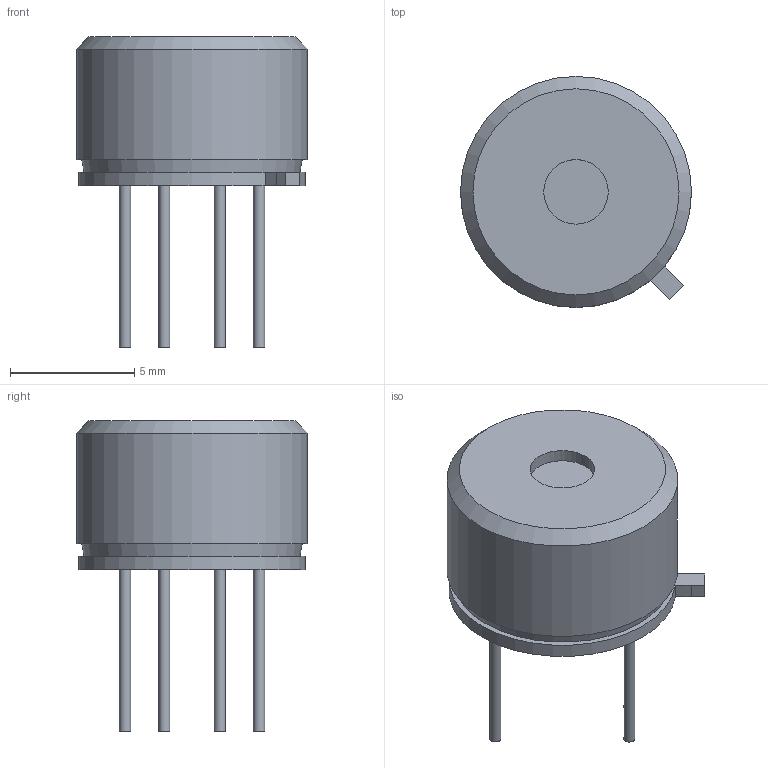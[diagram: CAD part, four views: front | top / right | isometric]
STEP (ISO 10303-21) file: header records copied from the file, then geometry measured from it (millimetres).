
FILE_DESCRIPTION(/* description */ (''),/* implementation_level */ '2;1');
FILE_NAME(/* name */ 'Melexis Technologies NV MLX90640ESF-BAA-000-TU.stp',/* time_stamp */ '2019-03-20T16:02:54-04:00',/* author */ ('Ricardo'),/* organization */ (''),/* preprocessor_version */ 'ST-DEVELOPER v16.5',/* originating_system */ 'Autodesk Inventor 2017',/* authorisation */ '');
FILE_SCHEMA (('AUTOMOTIVE_DESIGN { 1 0 10303 214 3 1 1 }'));
Length unit declared in the file: millimetre
Products named in the file (4): Melexis Technologies NV MLX90640ESF-BAA-000-TU; base; sensor; pins
Assembly tree (3 placements, depth 2):
  Melexis Technologies NV MLX90640ESF-BAA-000-TU
    base
    sensor
    pins
Bounding box: 9.3 x 9.3 x 12.5 mm (x, y, z)
Volume: 400.8 mm3; surface area: 486.7 mm2
Topology: 6 solids, 6 shells, 31 faces, 50 edges, 33 vertices
Faces by surface type: plane 19, cylinder 10, cone 2
Full cylindrical faces by diameter (mm): 0.45 x4, 1.12 x3, 2.6 x1, 9.3 x1
Entity records: 804 total; most frequent: DIRECTION 138, CARTESIAN_POINT 110, ORIENTED_EDGE 78, AXIS2_PLACEMENT_3D 61, EDGE_LOOP 50, EDGE_CURVE 39, VERTEX_POINT 33, FACE_OUTER_BOUND 31
